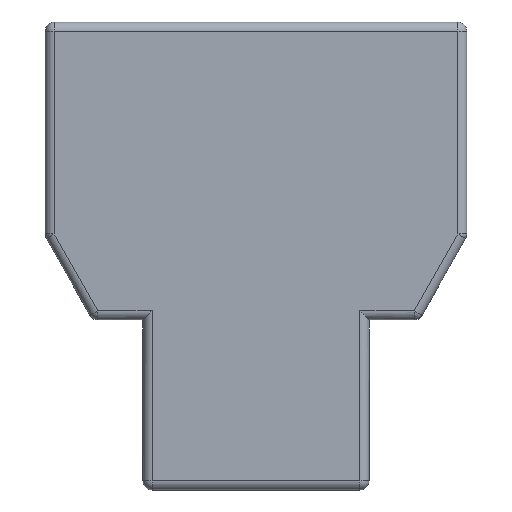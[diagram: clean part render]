
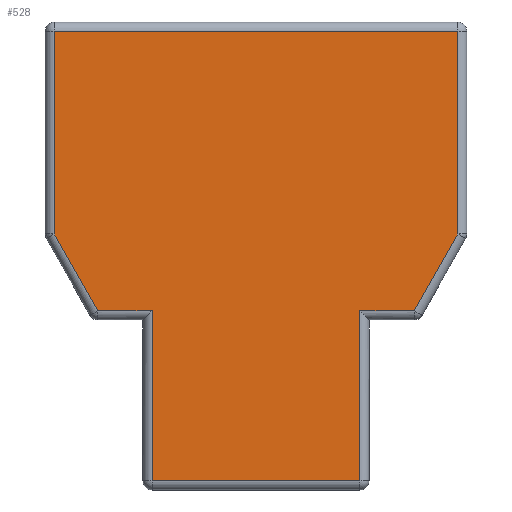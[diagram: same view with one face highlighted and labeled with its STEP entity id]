
A CAD part, front view. The second image highlights one B-rep face of the part: STEP entity #528.
In plain terms, the highlighted planar face has unit normal (0, -1, 0).
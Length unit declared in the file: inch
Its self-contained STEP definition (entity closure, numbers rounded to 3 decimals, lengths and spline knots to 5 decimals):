
#524 = EDGE_LOOP ( 'NONE', ( #537, #666, #530, #532, #665, #1147, #1150, #929, #928, #916 ) ) ;
#527 = VERTEX_POINT ( 'NONE', #3307 ) ;
#528 = ADVANCED_FACE ( 'NONE', ( #3306 ), #3305, .F. ) ;
#529 = VERTEX_POINT ( 'NONE', #3300 ) ;
#530 = ORIENTED_EDGE ( 'NONE', *, *, #548, .T. ) ;
#532 = ORIENTED_EDGE ( 'NONE', *, *, #533, .T. ) ;
#533 = EDGE_CURVE ( 'NONE', #527, #669, #3299, .T. ) ;
#537 = ORIENTED_EDGE ( 'NONE', *, *, #547, .T. ) ;
#538 = VERTEX_POINT ( 'NONE', #3358 ) ;
#545 = VERTEX_POINT ( 'NONE', #3348 ) ;
#547 = EDGE_CURVE ( 'NONE', #529, #538, #3347, .T. ) ;
#548 = EDGE_CURVE ( 'NONE', #545, #527, #3343, .T. ) ;
#549 = EDGE_CURVE ( 'NONE', #538, #545, #3339, .T. ) ;
#665 = ORIENTED_EDGE ( 'NONE', *, *, #673, .T. ) ;
#666 = ORIENTED_EDGE ( 'NONE', *, *, #549, .T. ) ;
#669 = VERTEX_POINT ( 'NONE', #3585 ) ;
#670 = VERTEX_POINT ( 'NONE', #3584 ) ;
#673 = EDGE_CURVE ( 'NONE', #669, #670, #3583, .T. ) ;
#913 = VERTEX_POINT ( 'NONE', #3910 ) ;
#914 = EDGE_CURVE ( 'NONE', #913, #915, #3974, .T. ) ;
#915 = VERTEX_POINT ( 'NONE', #3970 ) ;
#916 = ORIENTED_EDGE ( 'NONE', *, *, #917, .T. ) ;
#917 = EDGE_CURVE ( 'NONE', #915, #529, #3969, .T. ) ;
#922 = EDGE_CURVE ( 'NONE', #1026, #913, #3951, .T. ) ;
#928 = ORIENTED_EDGE ( 'NONE', *, *, #914, .T. ) ;
#929 = ORIENTED_EDGE ( 'NONE', *, *, #922, .T. ) ;
#1026 = VERTEX_POINT ( 'NONE', #4167 ) ;
#1147 = ORIENTED_EDGE ( 'NONE', *, *, #1149, .T. ) ;
#1148 = VERTEX_POINT ( 'NONE', #4336 ) ;
#1149 = EDGE_CURVE ( 'NONE', #670, #1148, #4335, .T. ) ;
#1150 = ORIENTED_EDGE ( 'NONE', *, *, #1151, .T. ) ;
#1151 = EDGE_CURVE ( 'NONE', #1148, #1026, #4331, .T. ) ;
#3297 = VECTOR ( 'NONE', #3360, 39.37008 ) ;
#3298 = CARTESIAN_POINT ( 'NONE',  ( -0.555, -0.464, 0.41 ) ) ;
#3299 = LINE ( 'NONE', #3298, #3297 ) ;
#3300 = CARTESIAN_POINT ( 'NONE',  ( 0.43541, -0.464, -0.385 ) ) ;
#3301 = DIRECTION ( 'NONE',  ( 0., 0., 1. ) ) ;
#3302 = DIRECTION ( 'NONE',  ( 0., 1., 0. ) ) ;
#3303 = CARTESIAN_POINT ( 'NONE',  ( -0.58, -0.464, 0.41 ) ) ;
#3304 = AXIS2_PLACEMENT_3D ( 'NONE', #3303, #3302, #3301 ) ;
#3305 = PLANE ( 'NONE',  #3304 ) ;
#3306 = FACE_OUTER_BOUND ( 'NONE', #524, .T. ) ;
#3307 = CARTESIAN_POINT ( 'NONE',  ( -0.555, -0.464, 0.385 ) ) ;
#3336 = DIRECTION ( 'NONE',  ( 0., 0., 1. ) ) ;
#3337 = VECTOR ( 'NONE', #3336, 39.37008 ) ;
#3338 = CARTESIAN_POINT ( 'NONE',  ( 0.555, -0.464, 0.41 ) ) ;
#3339 = LINE ( 'NONE', #3338, #3337 ) ;
#3340 = DIRECTION ( 'NONE',  ( -1., 0., 0. ) ) ;
#3341 = VECTOR ( 'NONE', #3340, 39.37008 ) ;
#3342 = CARTESIAN_POINT ( 'NONE',  ( -0.58, -0.464, 0.385 ) ) ;
#3343 = LINE ( 'NONE', #3342, #3341 ) ;
#3344 = DIRECTION ( 'NONE',  ( 0.492, 0., 0.871 ) ) ;
#3345 = VECTOR ( 'NONE', #3344, 39.37008 ) ;
#3346 = CARTESIAN_POINT ( 'NONE',  ( 0.53011, -0.464, -0.21746 ) ) ;
#3347 = LINE ( 'NONE', #3346, #3345 ) ;
#3348 = CARTESIAN_POINT ( 'NONE',  ( 0.555, -0.464, 0.385 ) ) ;
#3358 = CARTESIAN_POINT ( 'NONE',  ( 0.555, -0.464, -0.17342 ) ) ;
#3360 = DIRECTION ( 'NONE',  ( 0., 0., -1. ) ) ;
#3580 = DIRECTION ( 'NONE',  ( 0.492, 0., -0.871 ) ) ;
#3581 = VECTOR ( 'NONE', #3580, 39.37008 ) ;
#3582 = CARTESIAN_POINT ( 'NONE',  ( -0.42824, -0.464, -0.3977 ) ) ;
#3583 = LINE ( 'NONE', #3582, #3581 ) ;
#3584 = CARTESIAN_POINT ( 'NONE',  ( -0.43541, -0.464, -0.385 ) ) ;
#3585 = CARTESIAN_POINT ( 'NONE',  ( -0.555, -0.464, -0.17342 ) ) ;
#3910 = CARTESIAN_POINT ( 'NONE',  ( 0.286, -0.464, -0.853 ) ) ;
#3948 = DIRECTION ( 'NONE',  ( 1., 0., 0. ) ) ;
#3949 = VECTOR ( 'NONE', #3948, 39.37008 ) ;
#3950 = CARTESIAN_POINT ( 'NONE',  ( 0.311, -0.464, -0.853 ) ) ;
#3951 = LINE ( 'NONE', #3950, #3949 ) ;
#3966 = DIRECTION ( 'NONE',  ( 1., 0., 0. ) ) ;
#3967 = VECTOR ( 'NONE', #3966, 39.37008 ) ;
#3968 = CARTESIAN_POINT ( 'NONE',  ( -0.58, -0.464, -0.385 ) ) ;
#3969 = LINE ( 'NONE', #3968, #3967 ) ;
#3970 = CARTESIAN_POINT ( 'NONE',  ( 0.286, -0.464, -0.385 ) ) ;
#3971 = DIRECTION ( 'NONE',  ( 0., 0., 1. ) ) ;
#3972 = VECTOR ( 'NONE', #3971, 39.37008 ) ;
#3973 = CARTESIAN_POINT ( 'NONE',  ( 0.286, -0.464, 0.41 ) ) ;
#3974 = LINE ( 'NONE', #3973, #3972 ) ;
#4167 = CARTESIAN_POINT ( 'NONE',  ( -0.286, -0.464, -0.853 ) ) ;
#4328 = DIRECTION ( 'NONE',  ( 0., 0., -1. ) ) ;
#4329 = VECTOR ( 'NONE', #4328, 39.37008 ) ;
#4330 = CARTESIAN_POINT ( 'NONE',  ( -0.286, -0.464, 0.41 ) ) ;
#4331 = LINE ( 'NONE', #4330, #4329 ) ;
#4332 = DIRECTION ( 'NONE',  ( 1., 0., 0. ) ) ;
#4333 = VECTOR ( 'NONE', #4332, 39.37008 ) ;
#4334 = CARTESIAN_POINT ( 'NONE',  ( -0.58, -0.464, -0.385 ) ) ;
#4335 = LINE ( 'NONE', #4334, #4333 ) ;
#4336 = CARTESIAN_POINT ( 'NONE',  ( -0.286, -0.464, -0.385 ) ) ;
